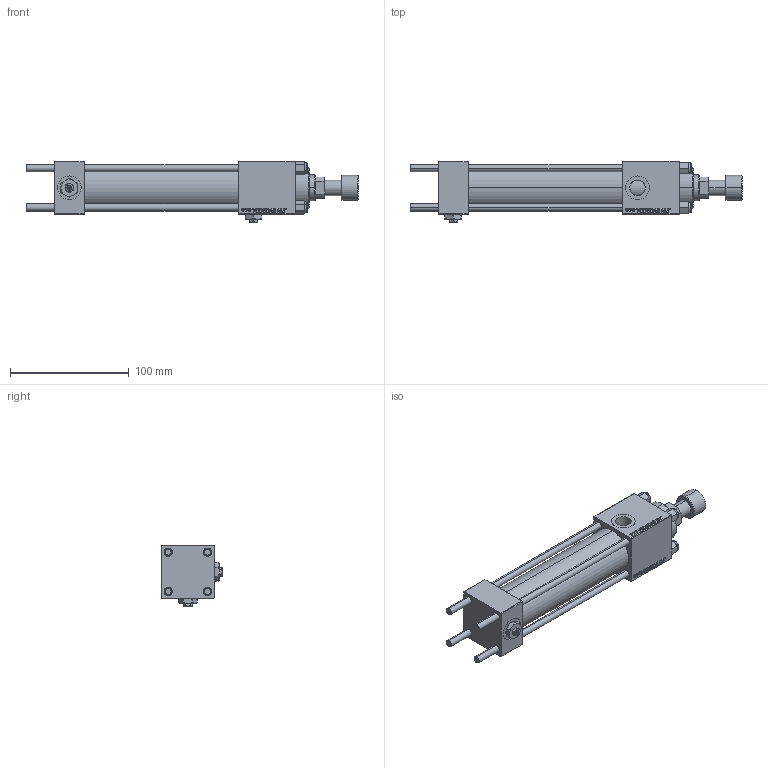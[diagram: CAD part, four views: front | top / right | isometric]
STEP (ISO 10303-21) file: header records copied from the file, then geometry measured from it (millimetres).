
FILE_DESCRIPTION (( 'STEP AP203' ), '1' );
FILE_NAME ('fba0.STEP', '2024-01-31T10:46:59', ( '' ), ( '' ), 'SwSTEP 2.0', 'SolidWorks 2019', '' );
FILE_SCHEMA (( 'CONFIG_CONTROL_DESIGN' ));
Length unit declared in the file: millimetre
Products named in the file (8): V215CR_VCP 38f23767bff9ef51a905fdf5252e52ae; V215CR_ROD_END_F 38f23767bff9ef51a905fdf5252e52ae; CR025_012_A_0_G_A_G_M_020_+#_##_TYCINKA 38f23767bff9ef51a905fdf5252e52ae; V215CR_BODY_A 38f23767bff9ef51a905fdf5252e52ae; NUT_M5 38f23767bff9ef51a905fdf5252e52ae; Zatka_pro_OIL_PORT 38f23767bff9ef51a905fdf5252e52ae; V215_VC_A 38f23767bff9ef51a905fdf5252e52ae; fba0
Assembly tree (14 placements, depth 2):
  fba0
    V215CR_BODY_A 38f23767bff9ef51a905fdf5252e52ae
    CR025_012_A_0_G_A_G_M_020_+#_##_TYCINKA 38f23767bff9ef51a905fdf5252e52ae  x4
    NUT_M5 38f23767bff9ef51a905fdf5252e52ae  x4
    V215CR_VCP 38f23767bff9ef51a905fdf5252e52ae
    V215_VC_A 38f23767bff9ef51a905fdf5252e52ae
    V215CR_ROD_END_F 38f23767bff9ef51a905fdf5252e52ae
    Zatka_pro_OIL_PORT 38f23767bff9ef51a905fdf5252e52ae  x2
Bounding box: 280 x 52 x 52 mm (x, y, z)
Volume: 284897.5 mm3; surface area: 110247.8 mm2
Topology: 14 solids, 14 shells, 1243 faces, 3098 edges, 1995 vertices
Faces by surface type: plane 567, bspline 392, cone 178, cylinder 94, torus 12
Entity records: 52210 total; most frequent: CARTESIAN_POINT 27692, ORIENTED_EDGE 5496, DIRECTION 3530, EDGE_CURVE 2748, VERTEX_POINT 1793, VECTOR 1636, LINE 1636, EDGE_LOOP 1215
